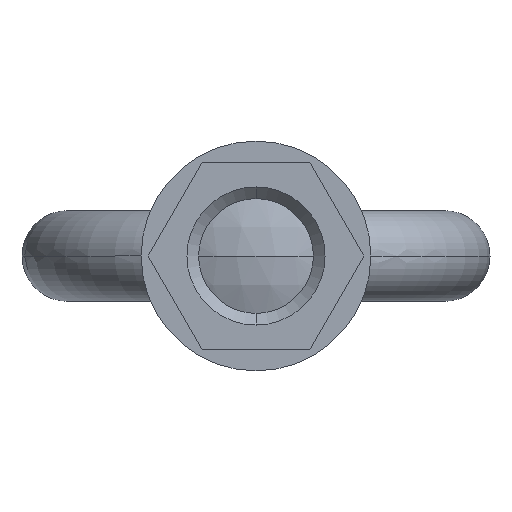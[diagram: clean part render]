
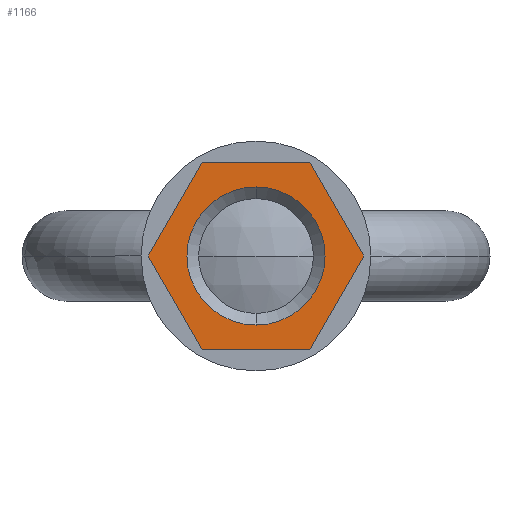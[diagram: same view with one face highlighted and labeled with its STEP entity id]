
A CAD part, front view. The second image highlights one B-rep face of the part: STEP entity #1166.
In plain terms, the highlighted face is planar.
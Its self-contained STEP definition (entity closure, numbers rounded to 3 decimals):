
#11 = DIRECTION ( 'NONE',  ( 0., -1., 0. ) ) ;
#12 = VECTOR ( 'NONE', #11, 1000. ) ;
#13 = CARTESIAN_POINT ( 'NONE',  ( -6.5, 3.753, 6.5 ) ) ;
#14 = LINE ( 'NONE', #13, #12 ) ;
#20 = CARTESIAN_POINT ( 'NONE',  ( -6.5, 3.753, 6.5 ) ) ;
#32 = DIRECTION ( 'NONE',  ( 0.866, -0.5, 0. ) ) ;
#33 = VECTOR ( 'NONE', #32, 1000. ) ;
#34 = CARTESIAN_POINT ( 'NONE',  ( -6.5, -3.753, 6.5 ) ) ;
#35 = LINE ( 'NONE', #34, #33 ) ;
#36 = CARTESIAN_POINT ( 'NONE',  ( 0., -7.506, 6.5 ) ) ;
#52 = VECTOR ( 'NONE', #55, 1000. ) ;
#55 = DIRECTION ( 'NONE',  ( -0.866, 0.5, 0. ) ) ;
#56 = CARTESIAN_POINT ( 'NONE',  ( 6.5, 3.753, 6.5 ) ) ;
#57 = LINE ( 'NONE', #56, #52 ) ;
#76 = DIRECTION ( 'NONE',  ( 0.866, 0.5, 0. ) ) ;
#77 = VECTOR ( 'NONE', #76, 1000. ) ;
#78 = CARTESIAN_POINT ( 'NONE',  ( 0., -7.506, 6.5 ) ) ;
#79 = LINE ( 'NONE', #78, #77 ) ;
#91 = CARTESIAN_POINT ( 'NONE',  ( -4.812, 0., 6.5 ) ) ;
#109 = CARTESIAN_POINT ( 'NONE',  ( 0., 7.506, 6.5 ) ) ;
#136 = CARTESIAN_POINT ( 'NONE',  ( 6.5, -3.753, 6.5 ) ) ;
#137 = DIRECTION ( 'NONE',  ( 1., 0., 0. ) ) ;
#138 = DIRECTION ( 'NONE',  ( 0., 0., -1. ) ) ;
#139 = CARTESIAN_POINT ( 'NONE',  ( 0., 0., 6.5 ) ) ;
#140 = AXIS2_PLACEMENT_3D ( 'NONE', #139, #138, #137 ) ;
#141 = CIRCLE ( 'NONE', #140, 4.812 ) ;
#142 = DIRECTION ( 'NONE',  ( -0.866, -0.5, 0. ) ) ;
#143 = VECTOR ( 'NONE', #142, 1000. ) ;
#144 = CARTESIAN_POINT ( 'NONE',  ( 0., 7.506, 6.5 ) ) ;
#145 = LINE ( 'NONE', #144, #143 ) ;
#189 = CARTESIAN_POINT ( 'NONE',  ( 6.5, 3.753, 6.5 ) ) ;
#211 = CARTESIAN_POINT ( 'NONE',  ( 4.812, 0., 6.5 ) ) ;
#212 = DIRECTION ( 'NONE',  ( 1., 0., 0. ) ) ;
#213 = DIRECTION ( 'NONE',  ( 0., 0., -1. ) ) ;
#214 = CARTESIAN_POINT ( 'NONE',  ( 0., 0., 6.5 ) ) ;
#215 = AXIS2_PLACEMENT_3D ( 'NONE', #214, #213, #212 ) ;
#216 = CIRCLE ( 'NONE', #215, 4.812 ) ;
#330 = DIRECTION ( 'NONE',  ( 1., 0., 0. ) ) ;
#331 = DIRECTION ( 'NONE',  ( 0., 0., 1. ) ) ;
#332 = CARTESIAN_POINT ( 'NONE',  ( -6.5, 11.258, 6.5 ) ) ;
#333 = AXIS2_PLACEMENT_3D ( 'NONE', #332, #331, #330 ) ;
#334 = PLANE ( 'NONE',  #333 ) ;
#335 = FACE_OUTER_BOUND ( 'NONE', #1128, .T. ) ;
#336 = FACE_BOUND ( 'NONE', #1099, .T. ) ;
#337 = DIRECTION ( 'NONE',  ( 0., 1., 0. ) ) ;
#338 = VECTOR ( 'NONE', #337, 1000. ) ;
#339 = CARTESIAN_POINT ( 'NONE',  ( 6.5, -3.753, 6.5 ) ) ;
#340 = LINE ( 'NONE', #339, #338 ) ;
#998 = VERTEX_POINT ( 'NONE', #1339 ) ;
#1004 = EDGE_CURVE ( 'NONE', #1024, #998, #14, .T. ) ;
#1013 = VERTEX_POINT ( 'NONE', #36 ) ;
#1015 = EDGE_CURVE ( 'NONE', #998, #1013, #35, .T. ) ;
#1024 = VERTEX_POINT ( 'NONE', #20 ) ;
#1028 = EDGE_CURVE ( 'NONE', #1062, #1037, #57, .T. ) ;
#1037 = VERTEX_POINT ( 'NONE', #109 ) ;
#1047 = VERTEX_POINT ( 'NONE', #91 ) ;
#1049 = EDGE_CURVE ( 'NONE', #1050, #1047, #216, .T. ) ;
#1050 = VERTEX_POINT ( 'NONE', #211 ) ;
#1062 = VERTEX_POINT ( 'NONE', #189 ) ;
#1098 = EDGE_CURVE ( 'NONE', #1037, #1024, #145, .T. ) ;
#1099 = EDGE_LOOP ( 'NONE', ( #1100, #1101 ) ) ;
#1100 = ORIENTED_EDGE ( 'NONE', *, *, #1049, .T. ) ;
#1101 = ORIENTED_EDGE ( 'NONE', *, *, #1102, .T. ) ;
#1102 = EDGE_CURVE ( 'NONE', #1047, #1050, #141, .T. ) ;
#1105 = VERTEX_POINT ( 'NONE', #136 ) ;
#1108 = ORIENTED_EDGE ( 'NONE', *, *, #1004, .T. ) ;
#1109 = ORIENTED_EDGE ( 'NONE', *, *, #1015, .T. ) ;
#1110 = ORIENTED_EDGE ( 'NONE', *, *, #1120, .T. ) ;
#1120 = EDGE_CURVE ( 'NONE', #1013, #1105, #79, .T. ) ;
#1128 = EDGE_LOOP ( 'NONE', ( #1129, #1130, #1108, #1109, #1110, #1155 ) ) ;
#1129 = ORIENTED_EDGE ( 'NONE', *, *, #1028, .T. ) ;
#1130 = ORIENTED_EDGE ( 'NONE', *, *, #1098, .T. ) ;
#1155 = ORIENTED_EDGE ( 'NONE', *, *, #1164, .T. ) ;
#1164 = EDGE_CURVE ( 'NONE', #1105, #1062, #340, .T. ) ;
#1166 = ADVANCED_FACE ( 'NONE', ( #336, #335 ), #334, .T. ) ;
#1339 = CARTESIAN_POINT ( 'NONE',  ( -6.5, -3.753, 6.5 ) ) ;
